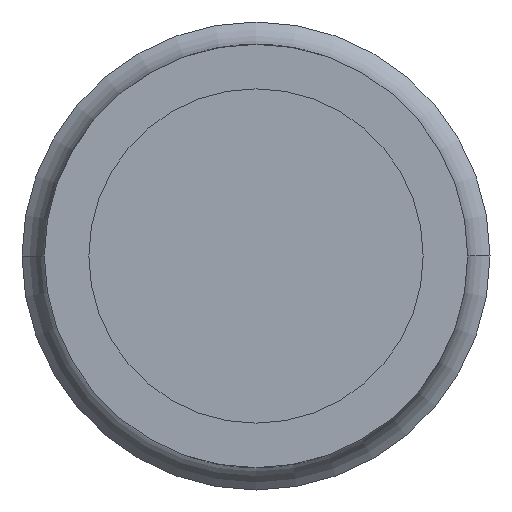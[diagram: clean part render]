
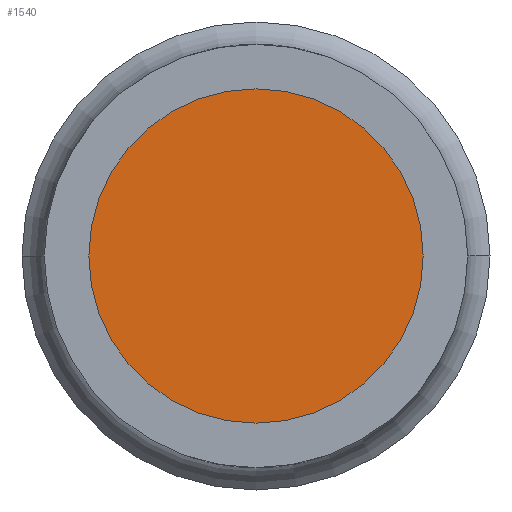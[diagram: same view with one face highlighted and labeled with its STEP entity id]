
A CAD part, front view. The second image highlights one B-rep face of the part: STEP entity #1540.
In plain terms, the highlighted planar face has unit normal (0, -1, 0).
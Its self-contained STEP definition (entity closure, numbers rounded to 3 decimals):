
#445 = DIRECTION ( 'NONE',  ( 0., -1., 0. ) ) ;
#558 = CARTESIAN_POINT ( 'NONE',  ( -0.15, -16.1, 0. ) ) ;
#758 = EDGE_CURVE ( 'Defeature ausgef�hrt1_10+Defeature ausgef�hrt1_11+Defeature ausgef�hrt1_11+Defeature ausgef�hrt1_11', #2615, #1350, #1289, .T. ) ;
#905 = DIRECTION ( 'NONE',  ( 0., 0., -1. ) ) ;
#1037 = DIRECTION ( 'NONE',  ( -1., 0., 0. ) ) ;
#1232 = DIRECTION ( 'NONE',  ( 0., -1., 0. ) ) ;
#1289 = CIRCLE ( 'NONE', #2070, 0.15 ) ;
#1322 = CARTESIAN_POINT ( 'NONE',  ( 0.15, -16.1, 0. ) ) ;
#1350 = VERTEX_POINT ( 'NONE', #1322 ) ;
#1426 = PLANE ( 'NONE',  #2142 ) ;
#1454 = DIRECTION ( 'NONE',  ( 0., -1., 0. ) ) ;
#1540 = ADVANCED_FACE ( 'Defeature ausgef�hrt1_10', ( #2933 ), #1426, .T. ) ;
#1723 = CARTESIAN_POINT ( 'NONE',  ( 0., -16.1, 0. ) ) ;
#1770 = EDGE_CURVE ( 'Defeature ausgef�hrt1_10+Defeature ausgef�hrt1_11+Defeature ausgef�hrt1_11+Defeature ausgef�hrt1_11', #1350, #2615, #2810, .T. ) ;
#1795 = ORIENTED_EDGE ( 'NONE', *, *, #1770, .T. ) ;
#1853 = EDGE_LOOP ( 'NONE', ( #2419, #1795 ) ) ;
#2070 = AXIS2_PLACEMENT_3D ( 'NONE', #3513, #1232, #1037 ) ;
#2142 = AXIS2_PLACEMENT_3D ( 'NONE', #1723, #1454, #905 ) ;
#2419 = ORIENTED_EDGE ( 'NONE', *, *, #758, .T. ) ;
#2516 = AXIS2_PLACEMENT_3D ( 'NONE', #2941, #445, #3226 ) ;
#2615 = VERTEX_POINT ( 'NONE', #558 ) ;
#2810 = CIRCLE ( 'NONE', #2516, 0.15 ) ;
#2933 = FACE_OUTER_BOUND ( 'NONE', #1853, .T. ) ;
#2941 = CARTESIAN_POINT ( 'NONE',  ( 0., -16.1, 0. ) ) ;
#3226 = DIRECTION ( 'NONE',  ( -1., 0., 0. ) ) ;
#3513 = CARTESIAN_POINT ( 'NONE',  ( 0., -16.1, 0. ) ) ;
